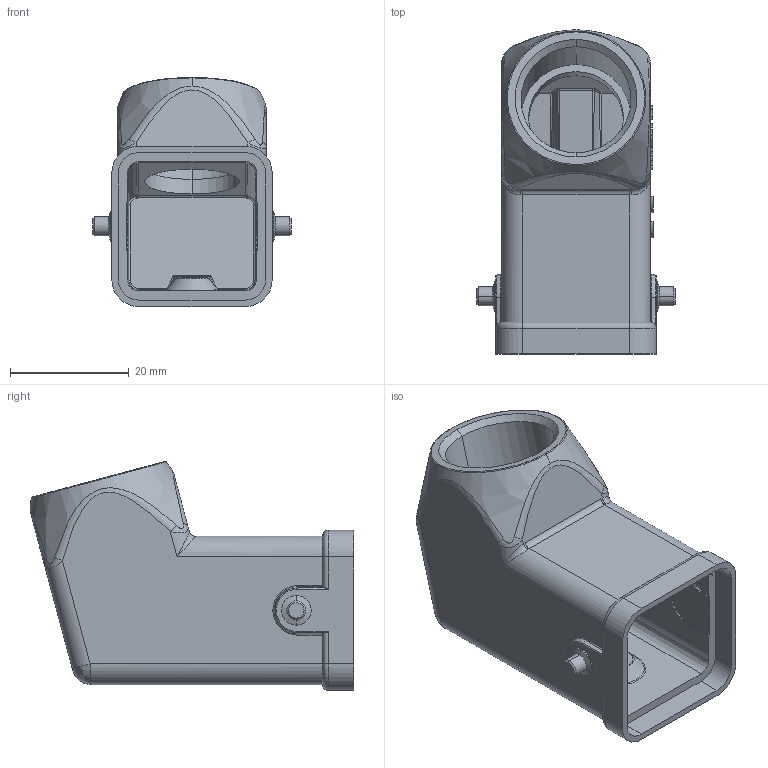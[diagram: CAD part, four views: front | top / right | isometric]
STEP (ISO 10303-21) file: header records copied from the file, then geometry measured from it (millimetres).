
FILE_DESCRIPTION((''),'2;1');
FILE_NAME('3D_1120035101002_H3A-MSE-2B-M20','2023-12-12T',('yp.zhu'),(''),'PRO/ENGINEER BY PARAMETRIC TECHNOLOGY CORPORATION, 2012480','PRO/ENGINEER BY PARAMETRIC TECHNOLOGY CORPORATION, 2012480','');
FILE_SCHEMA(('CONFIG_CONTROL_DESIGN'));
Length unit declared in the file: millimetre
Products named in the file (1): 3D_1120035101002_H3A-MSE-2B-M20
Bounding box: 33.4 x 54.53 x 38.57 mm (x, y, z)
Volume: 6 mm3; surface area: 10466.1 mm2
Topology: 2 solids, 4 shells, 249 faces, 622 edges, 387 vertices
Faces by surface type: plane 106, cylinder 69, bspline 36, cone 17, torus 15, sphere 4, extrusion 2
Entity records: 9852 total; most frequent: CARTESIAN_POINT 4191, ORIENTED_EDGE 1218, DIRECTION 1060, EDGE_CURVE 619, VERTEX_POINT 387, AXIS2_PLACEMENT_3D 357, VECTOR 346, LINE 344
